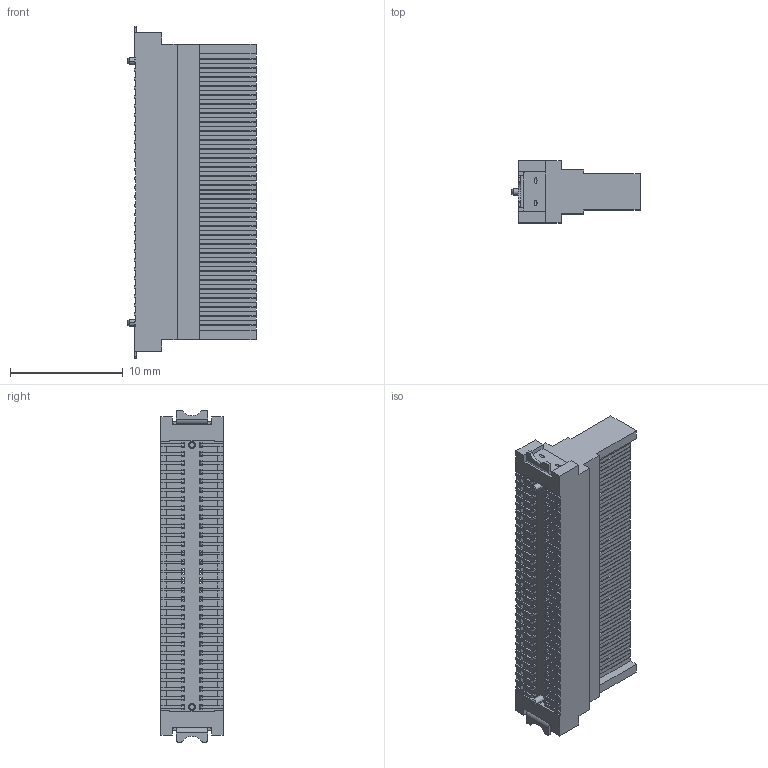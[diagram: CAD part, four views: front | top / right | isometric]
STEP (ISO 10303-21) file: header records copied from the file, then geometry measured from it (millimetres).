
FILE_DESCRIPTION((''),'2;1');
FILE_NAME('PRT0001','2024-08-22T',('工程三'),(''),'PRO/ENGINEER BY PARAMETRIC TECHNOLOGY CORPORATION, 2010280','PRO/ENGINEER BY PARAMETRIC TECHNOLOGY CORPORATION, 2010280','');
FILE_SCHEMA(('CONFIG_CONTROL_DESIGN'));
Length unit declared in the file: millimetre
Products named in the file (1): PRT0001
Bounding box: 11.35 x 5.5 x 29.42 mm (x, y, z)
Volume: 916.4 mm3; surface area: 2284 mm2
Topology: 1 solids, 1 shells, 1270 faces, 3862 edges, 2534 vertices
Faces by surface type: plane 1108, cylinder 150, revolution 8, cone 4
Entity records: 43180 total; most frequent: CARTESIAN_POINT 8174, ORIENTED_EDGE 7708, DIRECTION 6664, EDGE_CURVE 3854, VECTOR 3524, LINE 3524, VERTEX_POINT 2534, AXIS2_PLACEMENT_3D 1566
